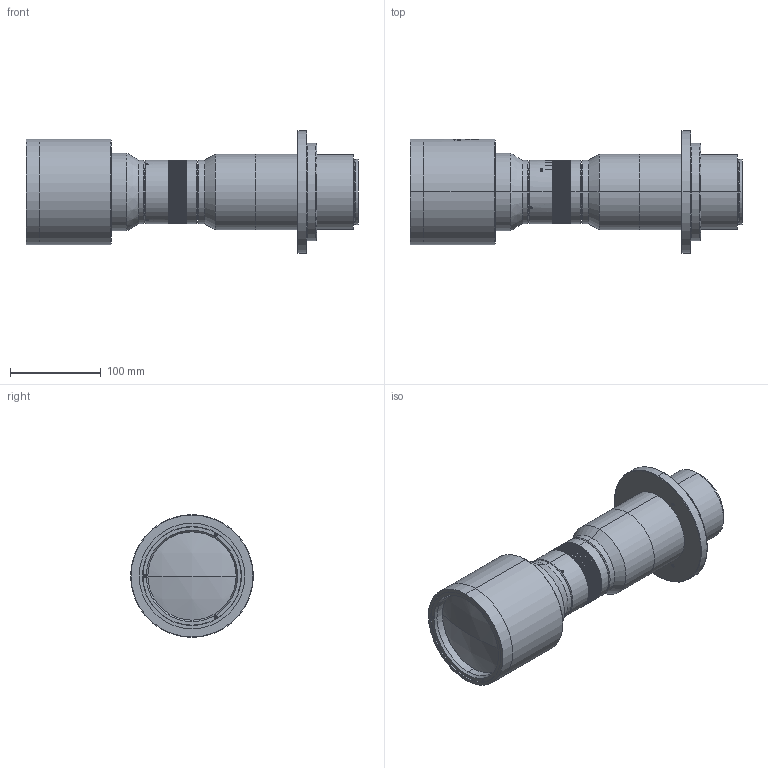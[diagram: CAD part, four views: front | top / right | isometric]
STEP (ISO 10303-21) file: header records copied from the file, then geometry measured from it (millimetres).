
FILE_DESCRIPTION (( 'STEP AP203' ), '1' );
FILE_NAME ('S5LPJ7207_M72_01.STEP', '2022-03-02T07:38:55', ( '' ), ( '' ), 'SwSTEP 2.0', 'SolidWorks 2021', '' );
FILE_SCHEMA (( 'CONFIG_CONTROL_DESIGN' ));
Length unit declared in the file: millimetre
Products named in the file (19): 277423_R„ndel; 558206_Render; 558504; din en 28734 - 3 x 8 - a - st_DIN EN 28734 - 3 x 8 - A - St; 558505; 558211; 558503; 558210; 558207; S5LDX7267; DIN 912 M4 x 16 --- 16N_DIN 912 M4 x 16 --- 16N; 212815; 212817; 148911; DIN 913 - M3 x 4-N_DIN 913 - M3 x 4-N; S5LPJ7207_M72_01; 558204_Gravur_S5LPJ7207_M72; S5LDX7210; 558209
Assembly tree (30 placements, depth 2):
  S5LPJ7207_M72_01
    S5LDX7210
    S5LDX7267
    558504
    558505
    558503
    212815
    212817
    558204_Gravur_S5LPJ7207_M72
    558206_Render
    558207
    277423_R„ndel
    558210
    558209
    558211
    DIN 913 - M3 x 4-N_DIN 913 - M3 x 4-N  x11
    din en 28734 - 3 x 8 - a - st_DIN EN 28734 - 3 x 8 - A - St
    148911
    DIN 912 M4 x 16 --- 16N_DIN 912 M4 x 16 --- 16N  x3
Bounding box: 365.08 x 135 x 135 mm (x, y, z)
Volume: 1305846.9 mm3; surface area: 358391.6 mm2
Topology: 30 solids, 30 shells, 1500 faces, 4261 edges, 2932 vertices
Faces by surface type: plane 668, cylinder 566, cone 160, torus 98, sphere 8
Entity records: 52810 total; most frequent: CARTESIAN_POINT 14923, ORIENTED_EDGE 7618, DIRECTION 7358, EDGE_CURVE 3809, VERTEX_POINT 2666, AXIS2_PLACEMENT_3D 2642, VECTOR 2074, LINE 2074
